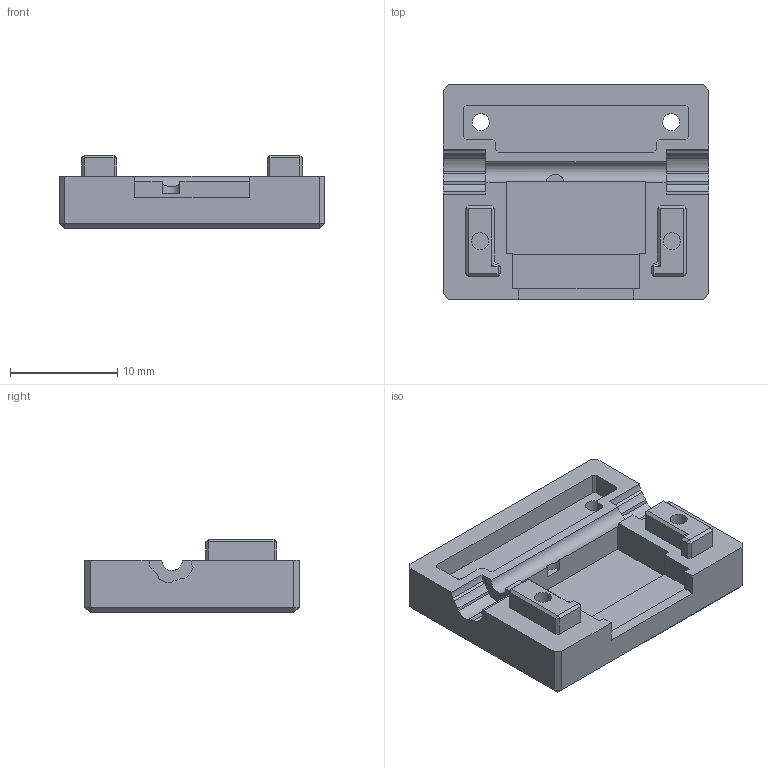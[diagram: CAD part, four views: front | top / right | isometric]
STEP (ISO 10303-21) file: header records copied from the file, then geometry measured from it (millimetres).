
FILE_DESCRIPTION(/* description */ (''),/* implementation_level */ '2;1');
FILE_NAME(/* name */ 'Helper_Fila_Sensor_SMD_Sensor_case_part1.step',/* time_stamp */ '2025-12-20T02:14:48+08:00',/* author */ (''),/* organization */ (''),/* preprocessor_version */ 'ST-DEVELOPER v20.1',/* originating_system */ 'Autodesk Translation Framework v14.21.0.0',/* authorisation */ '');
FILE_SCHEMA (('AUTOMOTIVE_DESIGN { 1 0 10303 214 3 1 1 }'));
Length unit declared in the file: millimetre
Products named in the file (1): (Unsaved)
Bounding box: 24.8 x 20 x 6.9 mm (x, y, z)
Volume: 1796 mm3; surface area: 1811.7 mm2
Topology: 1 solids, 1 shells, 150 faces, 375 edges, 234 vertices
Faces by surface type: plane 132, cylinder 18
Full cylindrical faces by diameter (mm): 1.6 x4
Entity records: 4408 total; most frequent: CARTESIAN_POINT 777, ORIENTED_EDGE 750, DIRECTION 713, EDGE_CURVE 375, LINE 337, VECTOR 337, VERTEX_POINT 234, AXIS2_PLACEMENT_3D 188
